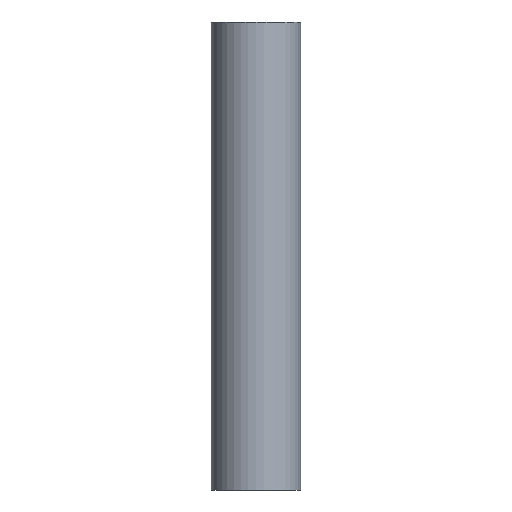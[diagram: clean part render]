
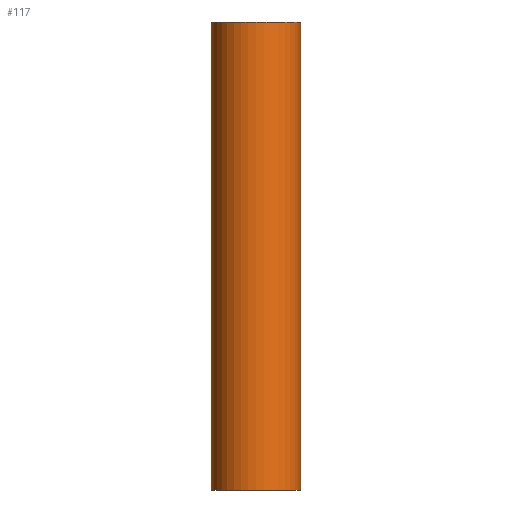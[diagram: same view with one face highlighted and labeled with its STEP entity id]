
A CAD part, front view. The second image highlights one B-rep face of the part: STEP entity #117.
In plain terms, the highlighted cylindrical face has radius 28.575 mm (diameter 57.15 mm), a partial arc.
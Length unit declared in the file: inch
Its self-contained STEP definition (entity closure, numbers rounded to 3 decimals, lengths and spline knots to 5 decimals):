
#1 = DIRECTION ( 'NONE',  ( 0., 0., -1. ) ) ;
#3 = DIRECTION ( 'NONE',  ( 0., 0., -1. ) ) ;
#8 = DIRECTION ( 'NONE',  ( 1., 0., 0. ) ) ;
#11 = ORIENTED_EDGE ( 'NONE', *, *, #157, .F. ) ;
#26 = DIRECTION ( 'NONE',  ( 0., 0., 1. ) ) ;
#39 = EDGE_LOOP ( 'NONE', ( #140, #11, #152, #218 ) ) ;
#46 = CARTESIAN_POINT ( 'NONE',  ( -1.125, 0., 5.875 ) ) ;
#55 = FACE_OUTER_BOUND ( 'NONE', #39, .T. ) ;
#56 = CIRCLE ( 'NONE', #217, 1.125 ) ;
#62 = DIRECTION ( 'NONE',  ( 0., 0., -1. ) ) ;
#66 = CARTESIAN_POINT ( 'NONE',  ( -1.125, 0., -5.875 ) ) ;
#73 = CIRCLE ( 'NONE', #120, 1.125 ) ;
#76 = EDGE_CURVE ( 'NONE', #162, #179, #119, .T. ) ;
#99 = VERTEX_POINT ( 'NONE', #194 ) ;
#103 = EDGE_CURVE ( 'NONE', #99, #115, #197, .T. ) ;
#110 = DIRECTION ( 'NONE',  ( 0., 0., 1. ) ) ;
#111 = DIRECTION ( 'NONE',  ( 1., 0., 0. ) ) ;
#115 = VERTEX_POINT ( 'NONE', #124 ) ;
#117 = ADVANCED_FACE ( 'NONE', ( #55 ), #136, .T. ) ;
#119 = LINE ( 'NONE', #142, #128 ) ;
#120 = AXIS2_PLACEMENT_3D ( 'NONE', #127, #26, #111 ) ;
#124 = CARTESIAN_POINT ( 'NONE',  ( 1.125, 0., -5.875 ) ) ;
#127 = CARTESIAN_POINT ( 'NONE',  ( 0., 0., -5.875 ) ) ;
#128 = VECTOR ( 'NONE', #1, 39.37008 ) ;
#132 = EDGE_CURVE ( 'NONE', #179, #115, #73, .T. ) ;
#136 = CYLINDRICAL_SURFACE ( 'NONE', #187, 1.125 ) ;
#140 = ORIENTED_EDGE ( 'NONE', *, *, #103, .F. ) ;
#142 = CARTESIAN_POINT ( 'NONE',  ( -1.125, 0., 5.875 ) ) ;
#143 = DIRECTION ( 'NONE',  ( -1., 0., 0. ) ) ;
#152 = ORIENTED_EDGE ( 'NONE', *, *, #76, .T. ) ;
#157 = EDGE_CURVE ( 'NONE', #162, #99, #56, .T. ) ;
#161 = VECTOR ( 'NONE', #3, 39.37008 ) ;
#162 = VERTEX_POINT ( 'NONE', #46 ) ;
#165 = CARTESIAN_POINT ( 'NONE',  ( 0., 0., 5.875 ) ) ;
#175 = CARTESIAN_POINT ( 'NONE',  ( 0., 0., 5.875 ) ) ;
#179 = VERTEX_POINT ( 'NONE', #66 ) ;
#187 = AXIS2_PLACEMENT_3D ( 'NONE', #175, #62, #143 ) ;
#194 = CARTESIAN_POINT ( 'NONE',  ( 1.125, 0., 5.875 ) ) ;
#196 = CARTESIAN_POINT ( 'NONE',  ( 1.125, 0., 5.875 ) ) ;
#197 = LINE ( 'NONE', #196, #161 ) ;
#217 = AXIS2_PLACEMENT_3D ( 'NONE', #165, #110, #8 ) ;
#218 = ORIENTED_EDGE ( 'NONE', *, *, #132, .T. ) ;
